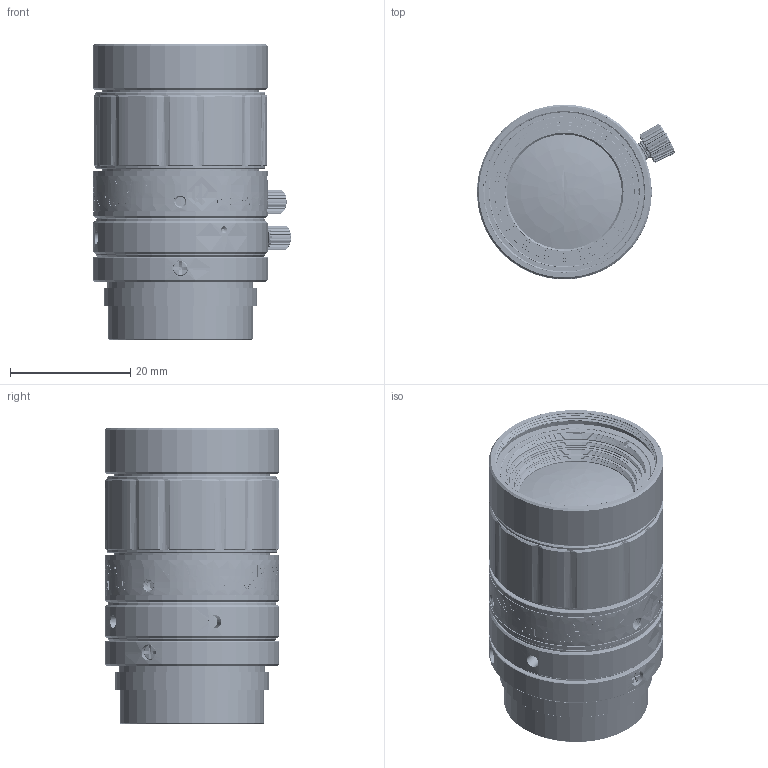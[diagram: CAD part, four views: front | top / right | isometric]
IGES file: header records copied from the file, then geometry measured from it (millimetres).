
Start section: SolidWorks IGES file using analytic representation for surfaces
Global section: file name: MFA230-S16.IGS; native system: SolidWorks 2017; preprocessor: SolidWorks 2017; author: wendy; date: 201201.151249; units: millimetre
Bounding box: 32.87 x 29 x 49.16 mm (x, y, z)
Surface area: 14092.2 mm2 (no closed solid volume)
Topology: 0 solids, 0 shells, 5684 faces, 42360 edges, 42344 vertices
Faces by surface type: bspline 4807, revolution 877
